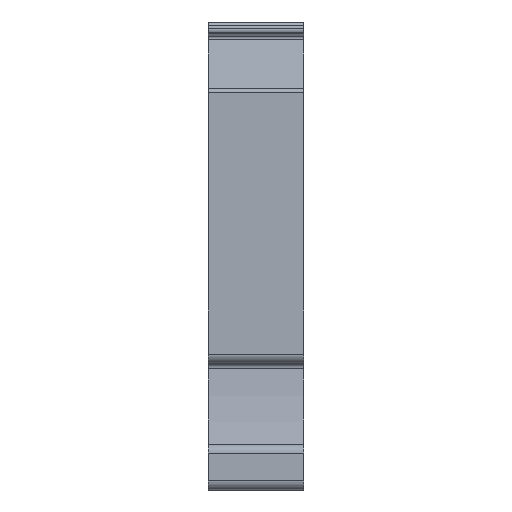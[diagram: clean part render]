
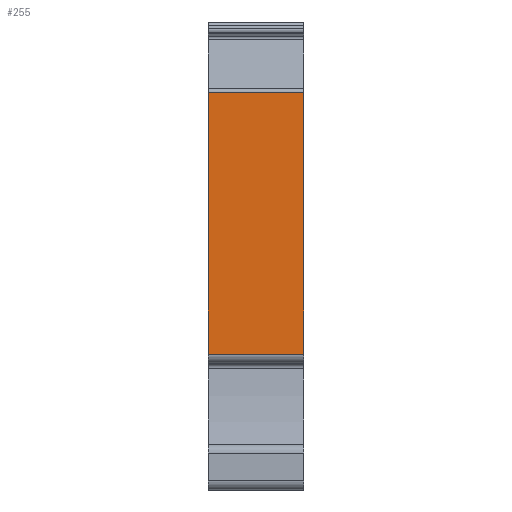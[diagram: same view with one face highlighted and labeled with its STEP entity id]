
A CAD part, left-side view. The second image highlights one B-rep face of the part: STEP entity #255.
In plain terms, the highlighted planar face has unit normal (-1, 0, 0).
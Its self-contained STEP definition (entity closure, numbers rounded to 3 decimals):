
#255 = ADVANCED_FACE( '', ( #578 ), #579, .F. );
#578 = FACE_OUTER_BOUND( '', #974, .T. );
#579 = PLANE( '', #975 );
#974 = EDGE_LOOP( '', ( #1624, #1625, #1626, #1627 ) );
#975 = AXIS2_PLACEMENT_3D( '', #1628, #1629, #1630 );
#1624 = ORIENTED_EDGE( '', *, *, #2665, .F. );
#1625 = ORIENTED_EDGE( '', *, *, #2666, .F. );
#1626 = ORIENTED_EDGE( '', *, *, #2667, .T. );
#1627 = ORIENTED_EDGE( '', *, *, #2609, .F. );
#1628 = CARTESIAN_POINT( '', ( -35.648, -5.05, 6.293 ) );
#1629 = DIRECTION( '', ( 1., 0., 0. ) );
#1630 = DIRECTION( '', ( 0., 1., 0. ) );
#2609 = EDGE_CURVE( '', #3216, #3218, #3219, .T. );
#2665 = EDGE_CURVE( '', #3309, #3216, #3310, .T. );
#2666 = EDGE_CURVE( '', #3311, #3309, #3312, .T. );
#2667 = EDGE_CURVE( '', #3311, #3218, #3313, .T. );
#3216 = VERTEX_POINT( '', #4051 );
#3218 = VERTEX_POINT( '', #4053 );
#3219 = LINE( '', #4054, #4055 );
#3309 = VERTEX_POINT( '', #4178 );
#3310 = LINE( '', #4179, #4180 );
#3311 = VERTEX_POINT( '', #4181 );
#3312 = LINE( '', #4182, #4183 );
#3313 = LINE( '', #4184, #4185 );
#4051 = CARTESIAN_POINT( '', ( -35.648, -5.05, -10.431 ) );
#4053 = CARTESIAN_POINT( '', ( -35.648, 5.05, -10.431 ) );
#4054 = CARTESIAN_POINT( '', ( -35.648, -5.05, -10.431 ) );
#4055 = VECTOR( '', #4822, 1000. );
#4178 = CARTESIAN_POINT( '', ( -35.648, -5.05, 17.312 ) );
#4179 = CARTESIAN_POINT( '', ( -35.648, -5.05, 17.312 ) );
#4180 = VECTOR( '', #4883, 1000. );
#4181 = CARTESIAN_POINT( '', ( -35.648, 5.05, 17.312 ) );
#4182 = CARTESIAN_POINT( '', ( -35.648, -5.05, 17.312 ) );
#4183 = VECTOR( '', #4884, 1000. );
#4184 = CARTESIAN_POINT( '', ( -35.648, 5.05, 6.293 ) );
#4185 = VECTOR( '', #4885, 1000. );
#4822 = DIRECTION( '', ( 0., 1., 0. ) );
#4883 = DIRECTION( '', ( 0., 0., -1. ) );
#4884 = DIRECTION( '', ( 0., -1., 0. ) );
#4885 = DIRECTION( '', ( 0., 0., -1. ) );
